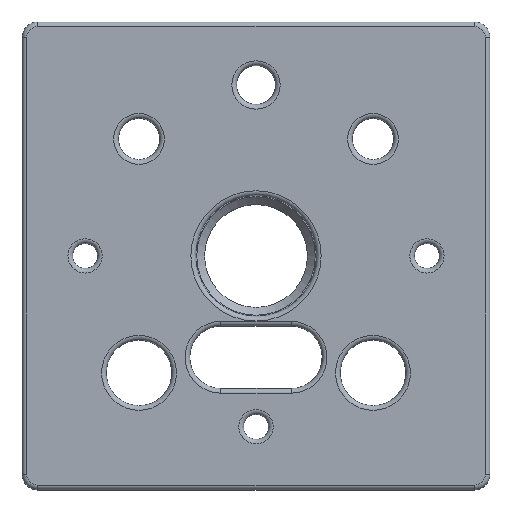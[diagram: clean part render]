
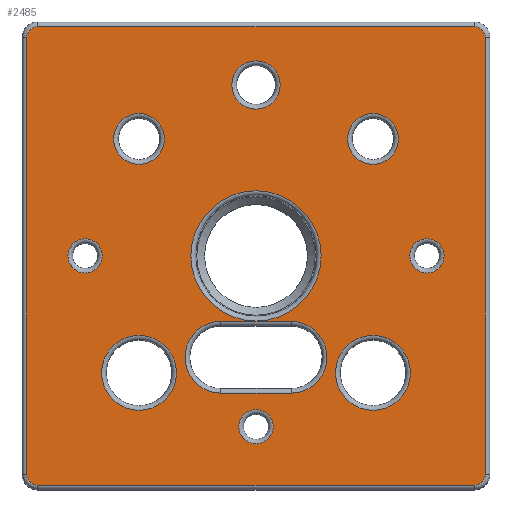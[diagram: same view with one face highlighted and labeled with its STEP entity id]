
A CAD part, top view. The second image highlights one B-rep face of the part: STEP entity #2485.
In plain terms, the highlighted planar face has unit normal (0, 0, 1).
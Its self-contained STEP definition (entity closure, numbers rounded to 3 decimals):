
#44=FACE_BOUND('',#650,.T.);
#45=FACE_BOUND('',#651,.T.);
#46=FACE_BOUND('',#652,.T.);
#47=FACE_BOUND('',#653,.T.);
#48=FACE_BOUND('',#654,.T.);
#49=FACE_BOUND('',#655,.T.);
#50=FACE_BOUND('',#656,.T.);
#51=FACE_BOUND('',#657,.T.);
#52=FACE_BOUND('',#658,.T.);
#53=FACE_BOUND('',#659,.T.);
#70=PLANE('',#2676);
#108=LINE('',#3951,#259);
#110=LINE('',#3963,#261);
#112=LINE('',#3975,#263);
#114=LINE('',#3984,#265);
#126=LINE('',#4014,#277);
#127=LINE('',#4018,#278);
#259=VECTOR('',#3042,10.);
#261=VECTOR('',#3056,10.);
#263=VECTOR('',#3070,10.);
#265=VECTOR('',#3082,10.);
#277=VECTOR('',#3108,10.);
#278=VECTOR('',#3111,10.);
#490=FACE_OUTER_BOUND('',#649,.T.);
#649=EDGE_LOOP('',(#1708,#1709,#1710,#1711,#1712,#1713,#1714,#1715));
#650=EDGE_LOOP('',(#1716,#1717,#1718,#1719));
#651=EDGE_LOOP('',(#1720));
#652=EDGE_LOOP('',(#1721));
#653=EDGE_LOOP('',(#1722));
#654=EDGE_LOOP('',(#1723));
#655=EDGE_LOOP('',(#1724));
#656=EDGE_LOOP('',(#1725));
#657=EDGE_LOOP('',(#1726));
#658=EDGE_LOOP('',(#1727));
#659=EDGE_LOOP('',(#1728));
#821=CIRCLE('',#2648,1.4);
#827=CIRCLE('',#2656,1.4);
#831=CIRCLE('',#2662,1.4);
#835=CIRCLE('',#2668,1.4);
#838=CIRCLE('',#2677,4.6);
#839=CIRCLE('',#2678,4.6);
#840=CIRCLE('',#2679,3.25);
#841=CIRCLE('',#2680,4.8);
#842=CIRCLE('',#2681,2.2);
#843=CIRCLE('',#2682,2.2);
#844=CIRCLE('',#2683,3.1);
#845=CIRCLE('',#2684,2.2);
#846=CIRCLE('',#2685,4.8);
#847=CIRCLE('',#2686,3.25);
#848=CIRCLE('',#2687,8.35);
#1036=VERTEX_POINT('',#3939);
#1037=VERTEX_POINT('',#3941);
#1039=VERTEX_POINT('',#3947);
#1041=VERTEX_POINT('',#3953);
#1043=VERTEX_POINT('',#3959);
#1045=VERTEX_POINT('',#3965);
#1047=VERTEX_POINT('',#3971);
#1049=VERTEX_POINT('',#3977);
#1060=VERTEX_POINT('',#4012);
#1061=VERTEX_POINT('',#4013);
#1062=VERTEX_POINT('',#4015);
#1063=VERTEX_POINT('',#4017);
#1064=VERTEX_POINT('',#4020);
#1065=VERTEX_POINT('',#4022);
#1066=VERTEX_POINT('',#4024);
#1067=VERTEX_POINT('',#4026);
#1068=VERTEX_POINT('',#4028);
#1069=VERTEX_POINT('',#4030);
#1070=VERTEX_POINT('',#4032);
#1071=VERTEX_POINT('',#4034);
#1072=VERTEX_POINT('',#4036);
#1270=EDGE_CURVE('',#1036,#1037,#821,.T.);
#1275=EDGE_CURVE('',#1037,#1039,#108,.T.);
#1278=EDGE_CURVE('',#1039,#1041,#827,.T.);
#1281=EDGE_CURVE('',#1041,#1043,#110,.T.);
#1284=EDGE_CURVE('',#1043,#1045,#831,.T.);
#1287=EDGE_CURVE('',#1045,#1047,#112,.T.);
#1290=EDGE_CURVE('',#1047,#1049,#835,.T.);
#1292=EDGE_CURVE('',#1049,#1036,#114,.T.);
#1306=EDGE_CURVE('',#1060,#1061,#126,.T.);
#1307=EDGE_CURVE('',#1062,#1060,#838,.T.);
#1308=EDGE_CURVE('',#1063,#1062,#127,.T.);
#1309=EDGE_CURVE('',#1061,#1063,#839,.T.);
#1310=EDGE_CURVE('',#1064,#1064,#840,.T.);
#1311=EDGE_CURVE('',#1065,#1065,#841,.T.);
#1312=EDGE_CURVE('',#1066,#1066,#842,.T.);
#1313=EDGE_CURVE('',#1067,#1067,#843,.T.);
#1314=EDGE_CURVE('',#1068,#1068,#844,.T.);
#1315=EDGE_CURVE('',#1069,#1069,#845,.T.);
#1316=EDGE_CURVE('',#1070,#1070,#846,.T.);
#1317=EDGE_CURVE('',#1071,#1071,#847,.T.);
#1318=EDGE_CURVE('',#1072,#1072,#848,.T.);
#1708=ORIENTED_EDGE('',*,*,#1270,.F.);
#1709=ORIENTED_EDGE('',*,*,#1292,.F.);
#1710=ORIENTED_EDGE('',*,*,#1290,.F.);
#1711=ORIENTED_EDGE('',*,*,#1287,.F.);
#1712=ORIENTED_EDGE('',*,*,#1284,.F.);
#1713=ORIENTED_EDGE('',*,*,#1281,.F.);
#1714=ORIENTED_EDGE('',*,*,#1278,.F.);
#1715=ORIENTED_EDGE('',*,*,#1275,.F.);
#1716=ORIENTED_EDGE('',*,*,#1306,.F.);
#1717=ORIENTED_EDGE('',*,*,#1307,.F.);
#1718=ORIENTED_EDGE('',*,*,#1308,.F.);
#1719=ORIENTED_EDGE('',*,*,#1309,.F.);
#1720=ORIENTED_EDGE('',*,*,#1310,.F.);
#1721=ORIENTED_EDGE('',*,*,#1311,.F.);
#1722=ORIENTED_EDGE('',*,*,#1312,.F.);
#1723=ORIENTED_EDGE('',*,*,#1313,.F.);
#1724=ORIENTED_EDGE('',*,*,#1314,.F.);
#1725=ORIENTED_EDGE('',*,*,#1315,.F.);
#1726=ORIENTED_EDGE('',*,*,#1316,.F.);
#1727=ORIENTED_EDGE('',*,*,#1317,.F.);
#1728=ORIENTED_EDGE('',*,*,#1318,.F.);
#2485=ADVANCED_FACE('',(#490,#44,#45,#46,#47,#48,#49,#50,#51,#52,#53),#70,
 .T.);
#2648=AXIS2_PLACEMENT_3D('',#3942,#3031,#3032);
#2656=AXIS2_PLACEMENT_3D('',#3957,#3049,#3050);
#2662=AXIS2_PLACEMENT_3D('',#3969,#3063,#3064);
#2668=AXIS2_PLACEMENT_3D('',#3981,#3077,#3078);
#2676=AXIS2_PLACEMENT_3D('',#4011,#3106,#3107);
#2677=AXIS2_PLACEMENT_3D('',#4016,#3109,#3110);
#2678=AXIS2_PLACEMENT_3D('',#4019,#3112,#3113);
#2679=AXIS2_PLACEMENT_3D('',#4021,#3114,#3115);
#2680=AXIS2_PLACEMENT_3D('',#4023,#3116,#3117);
#2681=AXIS2_PLACEMENT_3D('',#4025,#3118,#3119);
#2682=AXIS2_PLACEMENT_3D('',#4027,#3120,#3121);
#2683=AXIS2_PLACEMENT_3D('',#4029,#3122,#3123);
#2684=AXIS2_PLACEMENT_3D('',#4031,#3124,#3125);
#2685=AXIS2_PLACEMENT_3D('',#4033,#3126,#3127);
#2686=AXIS2_PLACEMENT_3D('',#4035,#3128,#3129);
#2687=AXIS2_PLACEMENT_3D('',#4037,#3130,#3131);
#3031=DIRECTION('center_axis',(0.,0.,-1.));
#3032=DIRECTION('ref_axis',(0.707,0.707,0.));
#3042=DIRECTION('',(0.,-1.,0.));
#3049=DIRECTION('center_axis',(0.,0.,-1.));
#3050=DIRECTION('ref_axis',(0.707,-0.707,0.));
#3056=DIRECTION('',(-1.,0.,0.));
#3063=DIRECTION('center_axis',(0.,0.,-1.));
#3064=DIRECTION('ref_axis',(-0.707,-0.707,0.));
#3070=DIRECTION('',(0.,1.,0.));
#3077=DIRECTION('center_axis',(0.,0.,-1.));
#3078=DIRECTION('ref_axis',(-0.707,0.707,0.));
#3082=DIRECTION('',(1.,0.,0.));
#3106=DIRECTION('center_axis',(0.,0.,1.));
#3107=DIRECTION('ref_axis',(1.,0.,0.));
#3108=DIRECTION('',(1.,0.,0.));
#3109=DIRECTION('center_axis',(0.,0.,1.));
#3110=DIRECTION('ref_axis',(-1.,0.,0.));
#3111=DIRECTION('',(-1.,0.,0.));
#3112=DIRECTION('center_axis',(0.,0.,1.));
#3113=DIRECTION('ref_axis',(1.,0.,0.));
#3114=DIRECTION('center_axis',(0.,0.,1.));
#3115=DIRECTION('ref_axis',(-1.,0.,0.));
#3116=DIRECTION('center_axis',(0.,0.,1.));
#3117=DIRECTION('ref_axis',(-1.,0.,0.));
#3118=DIRECTION('center_axis',(0.,0.,1.));
#3119=DIRECTION('ref_axis',(-1.,0.,0.));
#3120=DIRECTION('center_axis',(0.,0.,1.));
#3121=DIRECTION('ref_axis',(-1.,0.,0.));
#3122=DIRECTION('center_axis',(0.,0.,1.));
#3123=DIRECTION('ref_axis',(-1.,0.,0.));
#3124=DIRECTION('center_axis',(0.,0.,1.));
#3125=DIRECTION('ref_axis',(-1.,0.,0.));
#3126=DIRECTION('center_axis',(0.,0.,1.));
#3127=DIRECTION('ref_axis',(-1.,0.,0.));
#3128=DIRECTION('center_axis',(0.,0.,1.));
#3129=DIRECTION('ref_axis',(-1.,0.,0.));
#3130=DIRECTION('center_axis',(0.,0.,1.));
#3131=DIRECTION('ref_axis',(1.,0.,0.));
#3939=CARTESIAN_POINT('',(28.,29.4,0.));
#3941=CARTESIAN_POINT('',(29.4,28.,0.));
#3942=CARTESIAN_POINT('Origin',(28.,28.,0.));
#3947=CARTESIAN_POINT('',(29.4,-28.,0.));
#3951=CARTESIAN_POINT('',(29.4,15.,0.));
#3953=CARTESIAN_POINT('',(28.,-29.4,0.));
#3957=CARTESIAN_POINT('Origin',(28.,-28.,0.));
#3959=CARTESIAN_POINT('',(-28.,-29.4,0.));
#3963=CARTESIAN_POINT('',(15.,-29.4,0.));
#3965=CARTESIAN_POINT('',(-29.4,-28.,0.));
#3969=CARTESIAN_POINT('Origin',(-28.,-28.,0.));
#3971=CARTESIAN_POINT('',(-29.4,28.,0.));
#3975=CARTESIAN_POINT('',(-29.4,-15.,0.));
#3977=CARTESIAN_POINT('',(-28.,29.4,0.));
#3981=CARTESIAN_POINT('Origin',(-28.,28.,0.));
#3984=CARTESIAN_POINT('',(-15.,29.4,0.));
#4011=CARTESIAN_POINT('Origin',(0.,0.,0.));
#4012=CARTESIAN_POINT('',(-4.5,-17.6,0.));
#4013=CARTESIAN_POINT('',(4.5,-17.6,0.));
#4014=CARTESIAN_POINT('',(2.25,-17.6,0.));
#4015=CARTESIAN_POINT('',(-4.5,-8.4,0.));
#4016=CARTESIAN_POINT('Origin',(-4.5,-13.,0.));
#4017=CARTESIAN_POINT('',(4.5,-8.4,0.));
#4018=CARTESIAN_POINT('',(-2.25,-8.4,0.));
#4019=CARTESIAN_POINT('Origin',(4.5,-13.,0.));
#4020=CARTESIAN_POINT('',(18.25,15.,0.));
#4021=CARTESIAN_POINT('Origin',(15.,15.,0.));
#4022=CARTESIAN_POINT('',(19.8,-15.,0.));
#4023=CARTESIAN_POINT('Origin',(15.,-15.,0.));
#4024=CARTESIAN_POINT('',(24.12,0.,0.));
#4025=CARTESIAN_POINT('Origin',(21.92,0.,0.));
#4026=CARTESIAN_POINT('',(2.2,-21.92,0.));
#4027=CARTESIAN_POINT('Origin',(0.,-21.92,
0.));
#4028=CARTESIAN_POINT('',(3.1,21.92,0.));
#4029=CARTESIAN_POINT('Origin',(0.,21.92,0.));
#4030=CARTESIAN_POINT('',(-19.72,0.,0.));
#4031=CARTESIAN_POINT('Origin',(-21.92,0.,
0.));
#4032=CARTESIAN_POINT('',(-10.2,-15.,0.));
#4033=CARTESIAN_POINT('Origin',(-15.,-15.,0.));
#4034=CARTESIAN_POINT('',(-11.75,15.,0.));
#4035=CARTESIAN_POINT('Origin',(-15.,15.,0.));
#4036=CARTESIAN_POINT('',(8.35,0.,0.));
#4037=CARTESIAN_POINT('Origin',(0.,0.,0.));
